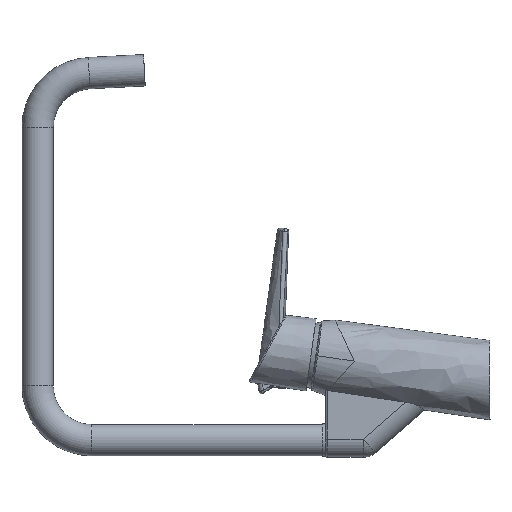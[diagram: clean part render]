
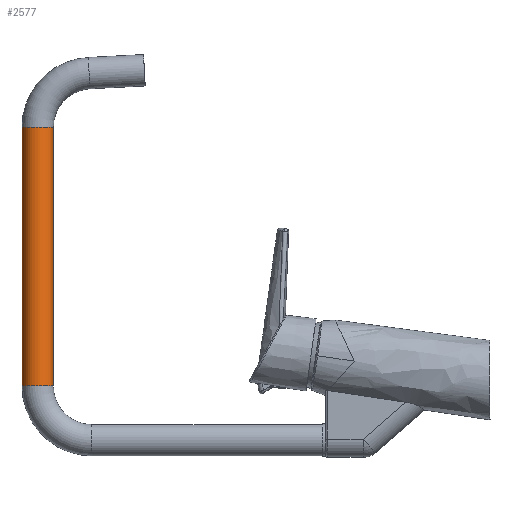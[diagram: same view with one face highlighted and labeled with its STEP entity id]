
A CAD part, left-side view. The second image highlights one B-rep face of the part: STEP entity #2577.
In plain terms, the highlighted cylindrical face has radius 11 mm (diameter 22 mm), a partial arc.
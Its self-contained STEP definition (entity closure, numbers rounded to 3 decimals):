
#5 = CARTESIAN_POINT ( 'NONE',  ( 0., 316.983, 175.753 ) ) ;
#107 = FACE_OUTER_BOUND ( 'NONE', #1732, .T. ) ;
#294 = ORIENTED_EDGE ( 'NONE', *, *, #4235, .F. ) ;
#546 = DIRECTION ( 'NONE',  ( 0., -1., 0. ) ) ;
#671 = CARTESIAN_POINT ( 'NONE',  ( 0., 327.983, -5.561 ) ) ;
#700 = CIRCLE ( 'NONE', #5281, 11. ) ;
#784 = CARTESIAN_POINT ( 'NONE',  ( 0., 305.983, 175.753 ) ) ;
#1115 = DIRECTION ( 'NONE',  ( 0., 0., 1. ) ) ;
#1732 = EDGE_LOOP ( 'NONE', ( #4434, #6476, #4066, #294 ) ) ;
#1891 = LINE ( 'NONE', #4315, #3567 ) ;
#1994 = CARTESIAN_POINT ( 'NONE',  ( 0., 327.983, 175.753 ) ) ;
#2108 = CARTESIAN_POINT ( 'NONE',  ( 0., 316.983, -5.561 ) ) ;
#2218 = VERTEX_POINT ( 'NONE', #784 ) ;
#2577 = ADVANCED_FACE ( 'NONE', ( #107 ), #3210, .T. ) ;
#2639 = DIRECTION ( 'NONE',  ( 0., -1., 0. ) ) ;
#2641 = LINE ( 'NONE', #6365, #5878 ) ;
#2930 = CARTESIAN_POINT ( 'NONE',  ( 0., 305.983, -5.561 ) ) ;
#3073 = VERTEX_POINT ( 'NONE', #2930 ) ;
#3210 = CYLINDRICAL_SURFACE ( 'NONE', #4786, 11. ) ;
#3348 = EDGE_CURVE ( 'NONE', #3073, #6561, #5034, .T. ) ;
#3444 = DIRECTION ( 'NONE',  ( 0., 0., 1. ) ) ;
#3494 = EDGE_CURVE ( 'NONE', #3073, #2218, #2641, .T. ) ;
#3567 = VECTOR ( 'NONE', #1115, 1000. ) ;
#3747 = DIRECTION ( 'NONE',  ( 0., 0., -1. ) ) ;
#3886 = VERTEX_POINT ( 'NONE', #1994 ) ;
#3975 = DIRECTION ( 'NONE',  ( 0., 1., 0. ) ) ;
#4066 = ORIENTED_EDGE ( 'NONE', *, *, #5245, .T. ) ;
#4235 = EDGE_CURVE ( 'NONE', #6561, #3886, #1891, .T. ) ;
#4315 = CARTESIAN_POINT ( 'NONE',  ( 0., 327.983, -5.561 ) ) ;
#4434 = ORIENTED_EDGE ( 'NONE', *, *, #3348, .F. ) ;
#4786 = AXIS2_PLACEMENT_3D ( 'NONE', #6614, #3444, #3975 ) ;
#4793 = DIRECTION ( 'NONE',  ( 0., 0., 1. ) ) ;
#5034 = CIRCLE ( 'NONE', #5341, 11. ) ;
#5245 = EDGE_CURVE ( 'NONE', #2218, #3886, #700, .T. ) ;
#5281 = AXIS2_PLACEMENT_3D ( 'NONE', #5, #3747, #546 ) ;
#5341 = AXIS2_PLACEMENT_3D ( 'NONE', #2108, #5818, #2639 ) ;
#5818 = DIRECTION ( 'NONE',  ( 0., 0., -1. ) ) ;
#5878 = VECTOR ( 'NONE', #4793, 1000. ) ;
#6365 = CARTESIAN_POINT ( 'NONE',  ( 0., 305.983, -5.561 ) ) ;
#6476 = ORIENTED_EDGE ( 'NONE', *, *, #3494, .T. ) ;
#6561 = VERTEX_POINT ( 'NONE', #671 ) ;
#6614 = CARTESIAN_POINT ( 'NONE',  ( 0., 316.983, -5.561 ) ) ;
